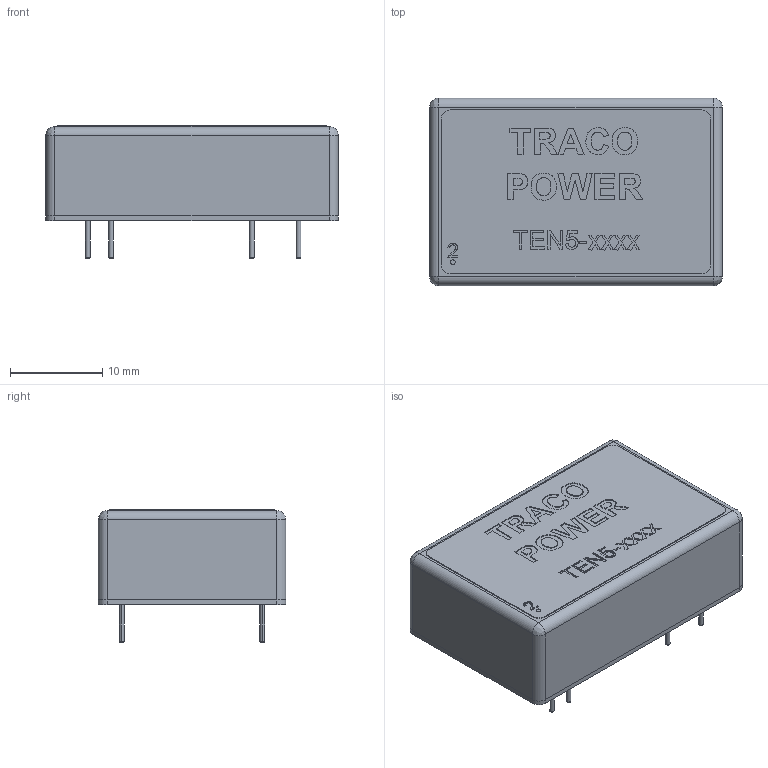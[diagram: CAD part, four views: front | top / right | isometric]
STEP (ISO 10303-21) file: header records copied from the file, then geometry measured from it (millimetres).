
FILE_DESCRIPTION (( 'STEP AP214' ), '1' );
FILE_NAME ('User Library-TRAC-TEN5.STEP', '2020-06-18T08:00:02', ( '' ), ( '' ), 'SwSTEP 2.0', 'SolidWorks 2019', '' );
FILE_SCHEMA (( 'AUTOMOTIVE_DESIGN' ));
Length unit declared in the file: millimetre
Products named in the file (12): Fillet012; Fillet009; Fillet014; User Library-TRAC-TEN5; Fillet015; Fillet011; Fillet013; Cut007; Fillet008; Fillet016; Fillet010; Fillet004
Assembly tree (11 placements, depth 2):
  User Library-TRAC-TEN5
    Fillet004
    Fillet008
    Cut007
    Fillet009
    Fillet010
    Fillet016
    Fillet013
    Fillet014
    Fillet015
    Fillet012
    Fillet011
Bounding box: 31.75 x 20.32 x 14.4 mm (x, y, z)
Volume: 6603.6 mm3; surface area: 4603.7 mm2
Topology: 17 solids, 17 shells, 415 faces, 1119 edges, 734 vertices
Faces by surface type: plane 221, bspline 155, cylinder 39
Entity records: 19540 total; most frequent: CARTESIAN_POINT 4923, ORIENTED_EDGE 2230, DIRECTION 1471, EDGE_CURVE 1115, LINE 735, VECTOR 735, VERTEX_POINT 734, EDGE_LOOP 457
